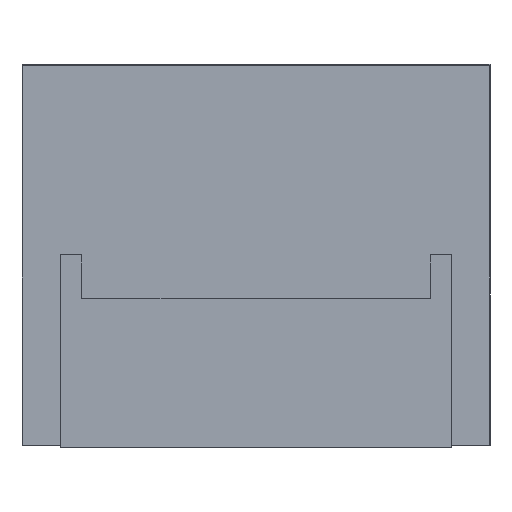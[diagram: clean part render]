
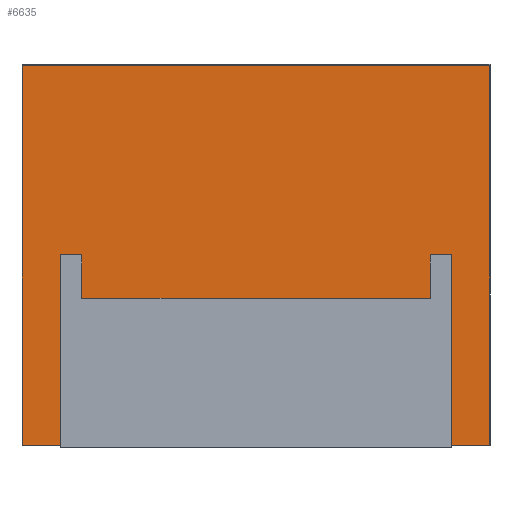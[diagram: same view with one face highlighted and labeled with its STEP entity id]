
A CAD part, left-side view. The second image highlights one B-rep face of the part: STEP entity #6635.
In plain terms, the highlighted planar face has unit normal (-1, 0, 0).
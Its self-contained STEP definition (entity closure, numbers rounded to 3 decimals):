
#156 = DIRECTION ( 'NONE',  ( 0., -1., 0. ) ) ;
#200 = ORIENTED_EDGE ( 'NONE', *, *, #1967, .T. ) ;
#235 = LINE ( 'NONE', #4987, #1840 ) ;
#381 = CARTESIAN_POINT ( 'NONE',  ( -3.65, -1.6, 0. ) ) ;
#382 = CARTESIAN_POINT ( 'NONE',  ( -3.65, 1.6, -0.4 ) ) ;
#483 = LINE ( 'NONE', #2495, #7384 ) ;
#595 = CARTESIAN_POINT ( 'NONE',  ( -3.65, 1.6, 0. ) ) ;
#685 = CARTESIAN_POINT ( 'NONE',  ( -3.65, -2.15, 1.74 ) ) ;
#693 = CARTESIAN_POINT ( 'NONE',  ( -3.65, -1.8, -1.75 ) ) ;
#975 = AXIS2_PLACEMENT_3D ( 'NONE', #6445, #6331, #4456 ) ;
#997 = EDGE_CURVE ( 'NONE', #4583, #8017, #6122, .T. ) ;
#1137 = LINE ( 'NONE', #2056, #4185 ) ;
#1273 = ORIENTED_EDGE ( 'NONE', *, *, #2623, .F. ) ;
#1678 = CARTESIAN_POINT ( 'NONE',  ( -3.65, -1.6, -0.4 ) ) ;
#1840 = VECTOR ( 'NONE', #5746, 1000. ) ;
#1892 = CARTESIAN_POINT ( 'NONE',  ( -3.65, 1.8, 0. ) ) ;
#1967 = EDGE_CURVE ( 'NONE', #2455, #5013, #483, .T. ) ;
#2056 = CARTESIAN_POINT ( 'NONE',  ( -3.65, -1.6, 0. ) ) ;
#2424 = CARTESIAN_POINT ( 'NONE',  ( -3.65, -2.15, 1.75 ) ) ;
#2455 = VERTEX_POINT ( 'NONE', #5955 ) ;
#2495 = CARTESIAN_POINT ( 'NONE',  ( -3.65, 2.15, -1.75 ) ) ;
#2623 = EDGE_CURVE ( 'NONE', #10243, #3801, #6015, .T. ) ;
#2626 = ORIENTED_EDGE ( 'NONE', *, *, #6313, .F. ) ;
#2660 = VECTOR ( 'NONE', #4317, 1000. ) ;
#3050 = CARTESIAN_POINT ( 'NONE',  ( -3.65, -2.15, -1.75 ) ) ;
#3310 = ORIENTED_EDGE ( 'NONE', *, *, #4133, .T. ) ;
#3318 = VERTEX_POINT ( 'NONE', #3912 ) ;
#3376 = CARTESIAN_POINT ( 'NONE',  ( -3.65, 1.6, 0. ) ) ;
#3463 = EDGE_LOOP ( 'NONE', ( #1273, #10888, #6250, #10000, #6959, #3310, #11702, #3592, #5531, #8799, #200, #2626 ) ) ;
#3592 = ORIENTED_EDGE ( 'NONE', *, *, #10523, .T. ) ;
#3801 = VERTEX_POINT ( 'NONE', #685 ) ;
#3876 = EDGE_CURVE ( 'NONE', #9805, #4343, #4806, .T. ) ;
#3912 = CARTESIAN_POINT ( 'NONE',  ( -3.65, 2.15, -1.75 ) ) ;
#4133 = EDGE_CURVE ( 'NONE', #10393, #4583, #8101, .T. ) ;
#4185 = VECTOR ( 'NONE', #4840, 1000. ) ;
#4243 = DIRECTION ( 'NONE',  ( 0., 0., -1. ) ) ;
#4317 = DIRECTION ( 'NONE',  ( 0., -1., 0. ) ) ;
#4342 = LINE ( 'NONE', #693, #6691 ) ;
#4343 = VERTEX_POINT ( 'NONE', #9476 ) ;
#4456 = DIRECTION ( 'NONE',  ( 0., 1., 0. ) ) ;
#4583 = VERTEX_POINT ( 'NONE', #382 ) ;
#4806 = LINE ( 'NONE', #1892, #8651 ) ;
#4840 = DIRECTION ( 'NONE',  ( 0., 0., 1. ) ) ;
#4853 = LINE ( 'NONE', #9490, #9925 ) ;
#4987 = CARTESIAN_POINT ( 'NONE',  ( -3.65, 1.8, -1.75 ) ) ;
#4999 = EDGE_CURVE ( 'NONE', #3318, #5560, #4853, .T. ) ;
#5013 = VERTEX_POINT ( 'NONE', #3050 ) ;
#5389 = FACE_OUTER_BOUND ( 'NONE', #3463, .T. ) ;
#5400 = DIRECTION ( 'NONE',  ( 0., 0., -1. ) ) ;
#5464 = VECTOR ( 'NONE', #6271, 1000. ) ;
#5531 = ORIENTED_EDGE ( 'NONE', *, *, #3876, .T. ) ;
#5560 = VERTEX_POINT ( 'NONE', #6084 ) ;
#5746 = DIRECTION ( 'NONE',  ( 0., 0., -1. ) ) ;
#5890 = CARTESIAN_POINT ( 'NONE',  ( -3.65, 1.8, 0. ) ) ;
#5955 = CARTESIAN_POINT ( 'NONE',  ( -3.65, -1.8, -1.75 ) ) ;
#6015 = LINE ( 'NONE', #6206, #5464 ) ;
#6055 = DIRECTION ( 'NONE',  ( 0., -1., 0. ) ) ;
#6084 = CARTESIAN_POINT ( 'NONE',  ( -3.65, 1.8, -1.75 ) ) ;
#6122 = LINE ( 'NONE', #6186, #6836 ) ;
#6186 = CARTESIAN_POINT ( 'NONE',  ( -3.65, 1.6, -0.4 ) ) ;
#6206 = CARTESIAN_POINT ( 'NONE',  ( -3.65, 0., 1.74 ) ) ;
#6250 = ORIENTED_EDGE ( 'NONE', *, *, #4999, .T. ) ;
#6271 = DIRECTION ( 'NONE',  ( 0., -1., 0. ) ) ;
#6313 = EDGE_CURVE ( 'NONE', #3801, #5013, #8090, .T. ) ;
#6331 = DIRECTION ( 'NONE',  ( 1., 0., 0. ) ) ;
#6445 = CARTESIAN_POINT ( 'NONE',  ( -3.65, 2.15, 1.75 ) ) ;
#6635 = ADVANCED_FACE ( 'NONE', ( #5389 ), #11210, .F. ) ;
#6691 = VECTOR ( 'NONE', #9010, 1000. ) ;
#6836 = VECTOR ( 'NONE', #6055, 1000. ) ;
#6959 = ORIENTED_EDGE ( 'NONE', *, *, #8948, .T. ) ;
#7384 = VECTOR ( 'NONE', #7981, 1000. ) ;
#7409 = LINE ( 'NONE', #11163, #10288 ) ;
#7981 = DIRECTION ( 'NONE',  ( 0., -1., 0. ) ) ;
#8017 = VERTEX_POINT ( 'NONE', #1678 ) ;
#8090 = LINE ( 'NONE', #2424, #11803 ) ;
#8101 = LINE ( 'NONE', #595, #9669 ) ;
#8290 = EDGE_CURVE ( 'NONE', #4343, #2455, #4342, .T. ) ;
#8651 = VECTOR ( 'NONE', #11309, 1000. ) ;
#8799 = ORIENTED_EDGE ( 'NONE', *, *, #8290, .T. ) ;
#8948 = EDGE_CURVE ( 'NONE', #10903, #10393, #11860, .T. ) ;
#9010 = DIRECTION ( 'NONE',  ( 0., 0., -1. ) ) ;
#9476 = CARTESIAN_POINT ( 'NONE',  ( -3.65, -1.8, 0. ) ) ;
#9490 = CARTESIAN_POINT ( 'NONE',  ( -3.65, 2.15, -1.75 ) ) ;
#9669 = VECTOR ( 'NONE', #4243, 1000. ) ;
#9805 = VERTEX_POINT ( 'NONE', #381 ) ;
#9925 = VECTOR ( 'NONE', #156, 1000. ) ;
#10000 = ORIENTED_EDGE ( 'NONE', *, *, #11865, .F. ) ;
#10243 = VERTEX_POINT ( 'NONE', #11206 ) ;
#10288 = VECTOR ( 'NONE', #5400, 1000. ) ;
#10393 = VERTEX_POINT ( 'NONE', #3376 ) ;
#10523 = EDGE_CURVE ( 'NONE', #8017, #9805, #1137, .T. ) ;
#10888 = ORIENTED_EDGE ( 'NONE', *, *, #11142, .T. ) ;
#10903 = VERTEX_POINT ( 'NONE', #5890 ) ;
#11142 = EDGE_CURVE ( 'NONE', #10243, #3318, #7409, .T. ) ;
#11163 = CARTESIAN_POINT ( 'NONE',  ( -3.65, 2.15, 1.75 ) ) ;
#11206 = CARTESIAN_POINT ( 'NONE',  ( -3.65, 2.15, 1.74 ) ) ;
#11210 = PLANE ( 'NONE',  #975 ) ;
#11309 = DIRECTION ( 'NONE',  ( 0., -1., 0. ) ) ;
#11627 = CARTESIAN_POINT ( 'NONE',  ( -3.65, 1.8, 0. ) ) ;
#11702 = ORIENTED_EDGE ( 'NONE', *, *, #997, .T. ) ;
#11803 = VECTOR ( 'NONE', #11890, 1000. ) ;
#11860 = LINE ( 'NONE', #11627, #2660 ) ;
#11865 = EDGE_CURVE ( 'NONE', #10903, #5560, #235, .T. ) ;
#11890 = DIRECTION ( 'NONE',  ( 0., 0., -1. ) ) ;
